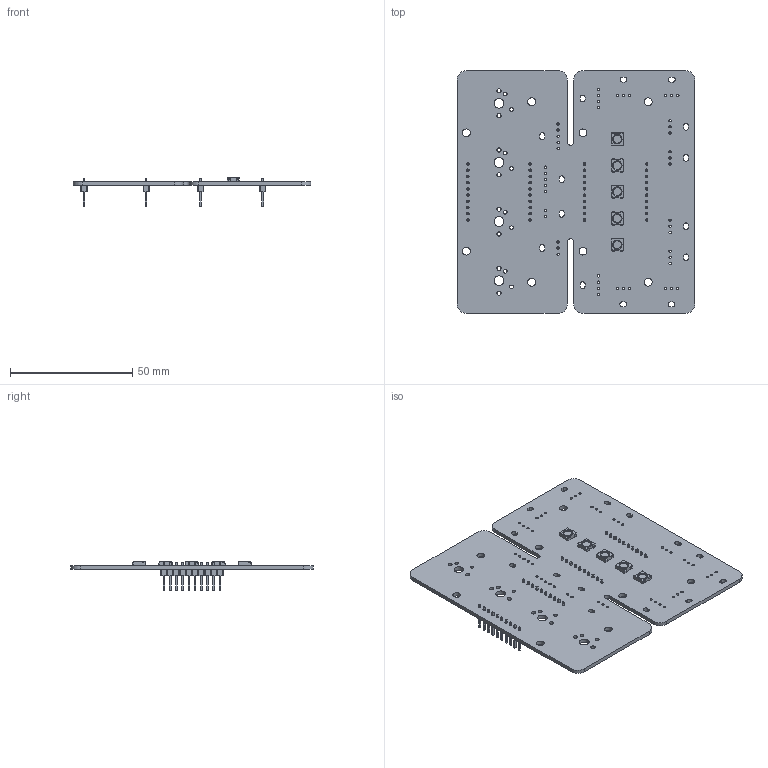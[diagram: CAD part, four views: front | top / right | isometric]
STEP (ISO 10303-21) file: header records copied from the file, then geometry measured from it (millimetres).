
FILE_DESCRIPTION(('KiCad electronic assembly'),'2;1');
FILE_NAME('control_interface_boad_2021-2.step','2021-11-08T17:30:44',( 'An Author'),('A Company'),'Open CASCADE STEP processor 6.9', 'KiCad to STEP converter','Unknown');
FILE_SCHEMA(('AUTOMOTIVE_DESIGN { 1 0 10303 214 1 1 1 1 }'));
Length unit declared in the file: millimetre
Products named in the file (6): Open CASCADE STEP translator 6.9 1; PinHeader_1x10_P2.54mm_Vertical; SOLID; LED_WS2812B_PLCC4_5.0x5.0mm_P3.2mm; COMPOUND
Assembly tree (12 placements, depth 3):
  Open CASCADE STEP translator 6.9 1
    PinHeader_1x10_P2.54mm_Vertical  x4
      SOLID
    LED_WS2812B_PLCC4_5.0x5.0mm_P3.2mm  x5
      SOLID
    COMPOUND
Bounding box: 97.16 x 99.06 x 11.84 mm (x, y, z)
Volume: 15627.2 mm3; surface area: 22535.2 mm2
Topology: 10 solids, 10 shells, 1509 faces, 3922 edges, 2498 vertices
Faces by surface type: plane 1241, cylinder 263, cone 5
Full cylindrical faces by diameter (mm): 0.95 x47, 1 x40, 1.5 x8, 1.7 x8, 3.2 x8, 3.333 x5, 4 x4
Entity records: 36557 total; most frequent: CARTESIAN_POINT 5818, DIRECTION 5435, LINE 3384, VECTOR 3384, ORIENTED_EDGE 2720, PCURVE 2720, DEFINITIONAL_REPRESENTATION 2720, EDGE_CURVE 1360
